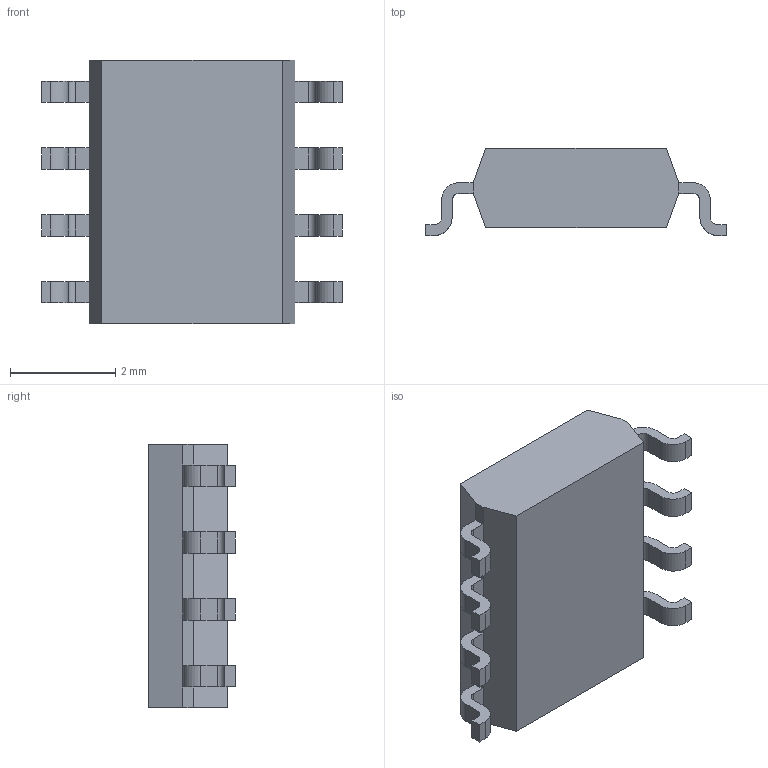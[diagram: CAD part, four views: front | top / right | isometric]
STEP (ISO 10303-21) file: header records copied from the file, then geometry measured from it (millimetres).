
FILE_DESCRIPTION (( 'STEP AP214' ), '1' );
FILE_NAME ('SMSOP0001261054378725.step', '2006-01-26T15:54:46', ( 'sysAdmin' ), ( 'SolidWorks' ), 'SwSTEP 2.0', 'SolidWorks 2005254', '' );
FILE_SCHEMA (( 'AUTOMOTIVE_DESIGN' ));
Length unit declared in the file: millimetre
Products named in the file (1): SMSOP0001261054378725
Bounding box: 5.7 x 1.65 x 5 mm (x, y, z)
Volume: 28.7 mm3; surface area: 75.5 mm2
Topology: 1 solids, 1 shells, 122 faces, 328 edges, 208 vertices
Faces by surface type: plane 90, cylinder 32
Entity records: 3882 total; most frequent: CARTESIAN_POINT 659, ORIENTED_EDGE 656, DIRECTION 638, EDGE_CURVE 328, LINE 264, VECTOR 264, VERTEX_POINT 208, AXIS2_PLACEMENT_3D 187
